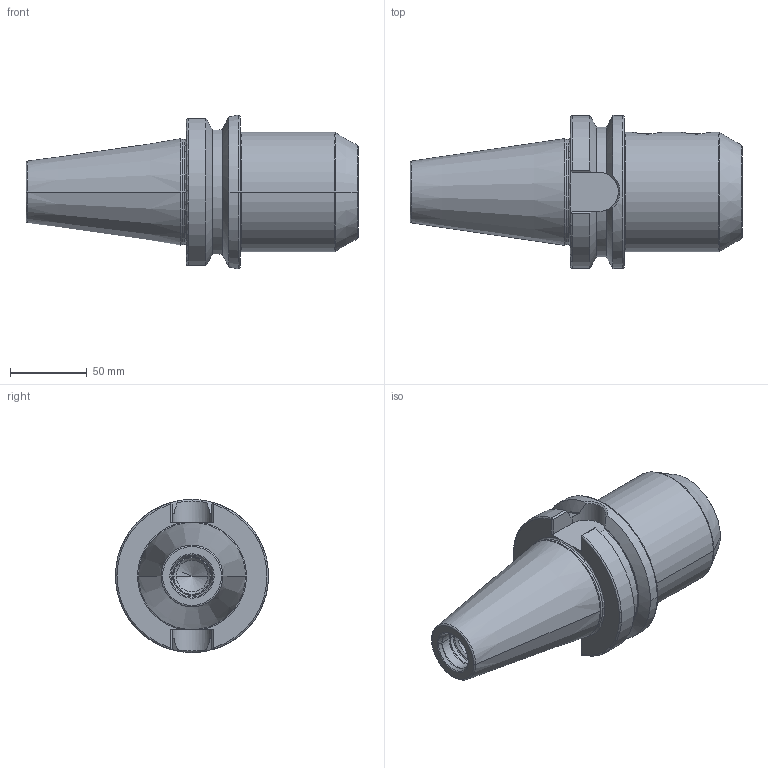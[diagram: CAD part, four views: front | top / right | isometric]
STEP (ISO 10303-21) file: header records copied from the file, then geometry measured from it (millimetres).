
FILE_DESCRIPTION((''),'2;1');
FILE_NAME('50-500-40','2011-09-06T',('mei'),(''),'PRO/ENGINEER BY PARAMETRIC TECHNOLOGY CORPORATION, 2010430','PRO/ENGINEER BY PARAMETRIC TECHNOLOGY CORPORATION, 2010430','');
FILE_SCHEMA(('CONFIG_CONTROL_DESIGN'));
Length unit declared in the file: millimetre
Products named in the file (1): 50-500-40
Bounding box: 216.8 x 99.97 x 99.97 mm (x, y, z)
Volume: 717653.1 mm3; surface area: 81873.6 mm2
Topology: 1 solids, 4 shells, 106 faces, 262 edges, 155 vertices
Faces by surface type: cylinder 30, plane 26, torus 26, cone 18, bspline 6
Entity records: 3945 total; most frequent: CARTESIAN_POINT 1461, DIRECTION 516, ORIENTED_EDGE 504, EDGE_CURVE 258, AXIS2_PLACEMENT_3D 211, VERTEX_POINT 155, EDGE_LOOP 111, CIRCLE 110
